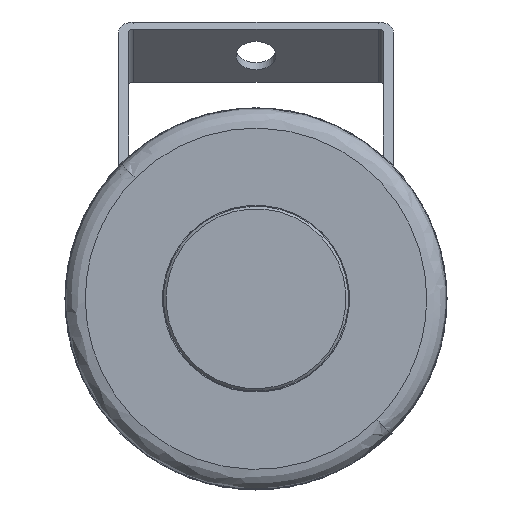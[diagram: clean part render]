
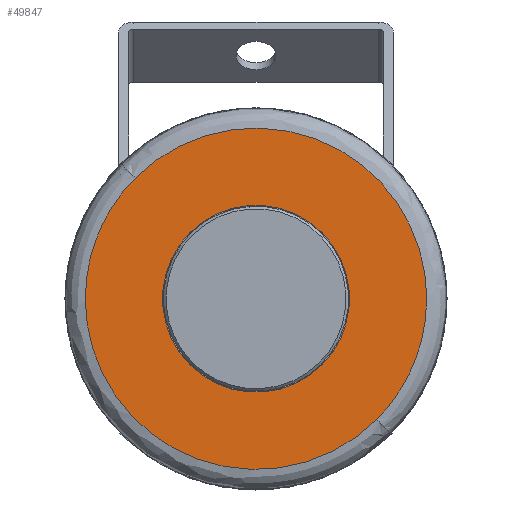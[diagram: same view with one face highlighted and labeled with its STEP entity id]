
A CAD part, top view. The second image highlights one B-rep face of the part: STEP entity #49847.
In plain terms, the highlighted face is planar.
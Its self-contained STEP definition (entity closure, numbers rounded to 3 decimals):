
#1147 = EDGE_LOOP ( 'NONE', ( #40394, #29165 ) ) ;
#3252 = ORIENTED_EDGE ( 'NONE', *, *, #51224, .F. ) ;
#3730 = CARTESIAN_POINT ( 'NONE',  ( 0., 2.042, 0. ) ) ;
#3829 = CARTESIAN_POINT ( 'NONE',  ( 0., 2.042, 0. ) ) ;
#6646 = AXIS2_PLACEMENT_3D ( 'NONE', #27534, #6846, #12089 ) ;
#6846 = DIRECTION ( 'NONE',  ( 0., -1., 0. ) ) ;
#6963 = EDGE_LOOP ( 'NONE', ( #3252, #12956 ) ) ;
#7841 = DIRECTION ( 'NONE',  ( 0., 1., 0. ) ) ;
#12089 = DIRECTION ( 'NONE',  ( 0., 0., -1. ) ) ;
#12956 = ORIENTED_EDGE ( 'NONE', *, *, #37495, .F. ) ;
#14298 =( BOUNDED_CURVE ( )  B_SPLINE_CURVE ( 3, ( #26243, #30997, #46927, #52176 ),
 .UNSPECIFIED., .F., .F. ) 
 B_SPLINE_CURVE_WITH_KNOTS ( ( 4, 4 ),
 ( 0., 1. ),
 .UNSPECIFIED. ) 
 CURVE ( )  GEOMETRIC_REPRESENTATION_ITEM ( )  RATIONAL_B_SPLINE_CURVE ( ( 1., 0.333, 0.333, 1. ) ) 
 REPRESENTATION_ITEM ( '' )  );
#16005 = CARTESIAN_POINT ( 'NONE',  ( 0., 2.042, 34.144 ) ) ;
#19200 = FACE_BOUND ( 'NONE', #1147, .T. ) ;
#20111 = CARTESIAN_POINT ( 'NONE',  ( 0., 2.042, -34.144 ) ) ;
#22642 = EDGE_CURVE ( 'NONE', #35821, #32788, #23377, .T. ) ;
#23377 = CIRCLE ( 'NONE', #47059, 18.69 ) ;
#23779 =( BOUNDED_CURVE ( )  B_SPLINE_CURVE ( 3, ( #27781, #59397, #64202, #64865 ),
 .UNSPECIFIED., .F., .F. ) 
 B_SPLINE_CURVE_WITH_KNOTS ( ( 4, 4 ),
 ( 0., 1. ),
 .UNSPECIFIED. ) 
 CURVE ( )  GEOMETRIC_REPRESENTATION_ITEM ( )  RATIONAL_B_SPLINE_CURVE ( ( 1., 0.333, 0.333, 1. ) ) 
 REPRESENTATION_ITEM ( '' )  );
#26243 = CARTESIAN_POINT ( 'NONE',  ( 0., 2.042, -34.144 ) ) ;
#27534 = CARTESIAN_POINT ( 'NONE',  ( 18.69, 2.042, 0. ) ) ;
#27781 = CARTESIAN_POINT ( 'NONE',  ( 0., 2.042, 34.144 ) ) ;
#28623 = CIRCLE ( 'NONE', #59140, 18.69 ) ;
#29165 = ORIENTED_EDGE ( 'NONE', *, *, #22642, .T. ) ;
#30997 = CARTESIAN_POINT ( 'NONE',  ( -68.288, 2.042, -34.144 ) ) ;
#32788 = VERTEX_POINT ( 'NONE', #48903 ) ;
#35821 = VERTEX_POINT ( 'NONE', #66129 ) ;
#37495 = EDGE_CURVE ( 'NONE', #54468, #49567, #14298, .T. ) ;
#39205 = DIRECTION ( 'NONE',  ( 0., 0., 1. ) ) ;
#40394 = ORIENTED_EDGE ( 'NONE', *, *, #43042, .T. ) ;
#43042 = EDGE_CURVE ( 'NONE', #32788, #35821, #28623, .T. ) ;
#43208 = PLANE ( 'NONE',  #6646 ) ;
#45220 = FACE_OUTER_BOUND ( 'NONE', #6963, .T. ) ;
#46927 = CARTESIAN_POINT ( 'NONE',  ( -68.288, 2.042, 34.144 ) ) ;
#47059 = AXIS2_PLACEMENT_3D ( 'NONE', #3829, #50444, #49768 ) ;
#48903 = CARTESIAN_POINT ( 'NONE',  ( 0., 2.042, 18.69 ) ) ;
#49567 = VERTEX_POINT ( 'NONE', #16005 ) ;
#49768 = DIRECTION ( 'NONE',  ( 0., 0., 1. ) ) ;
#49847 = ADVANCED_FACE ( 'NONE', ( #19200, #45220 ), #43208, .T. ) ;
#50444 = DIRECTION ( 'NONE',  ( 0., 1., 0. ) ) ;
#51224 = EDGE_CURVE ( 'NONE', #49567, #54468, #23779, .T. ) ;
#52176 = CARTESIAN_POINT ( 'NONE',  ( 0., 2.042, 34.144 ) ) ;
#54468 = VERTEX_POINT ( 'NONE', #20111 ) ;
#59140 = AXIS2_PLACEMENT_3D ( 'NONE', #3730, #7841, #39205 ) ;
#59397 = CARTESIAN_POINT ( 'NONE',  ( 68.288, 2.042, 34.144 ) ) ;
#64202 = CARTESIAN_POINT ( 'NONE',  ( 68.288, 2.042, -34.144 ) ) ;
#64865 = CARTESIAN_POINT ( 'NONE',  ( 0., 2.042, -34.144 ) ) ;
#66129 = CARTESIAN_POINT ( 'NONE',  ( 0., 2.042, -18.69 ) ) ;
